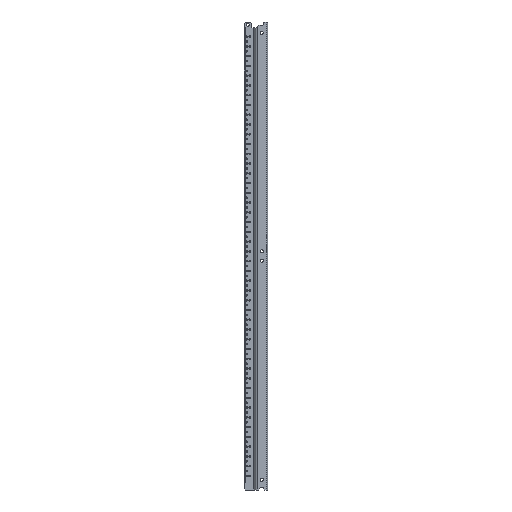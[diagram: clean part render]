
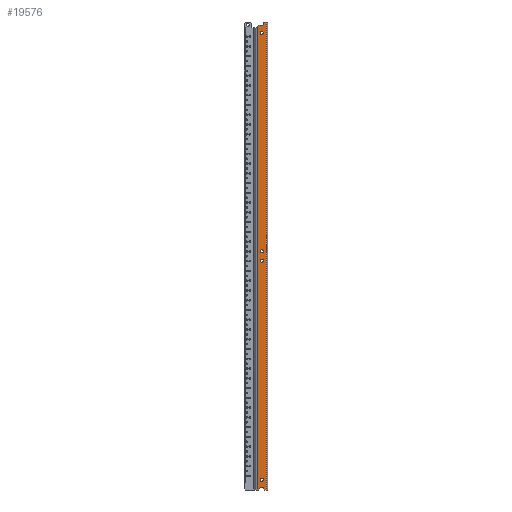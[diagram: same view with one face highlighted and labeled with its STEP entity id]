
A CAD part, front view. The second image highlights one B-rep face of the part: STEP entity #19576.
In plain terms, the highlighted face is planar.
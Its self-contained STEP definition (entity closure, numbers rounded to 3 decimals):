
#6833=DIRECTION('',(0.,-1.,0.));
#6834=VECTOR('',#6833,1183.29);
#6835=CARTESIAN_POINT('',(17.,734.79,26.916));
#6836=LINE('',#6835,#6834);
#6840=CARTESIAN_POINT('',(17.,-422.,14.995));
#6841=DIRECTION('',(1.,0.,0.));
#6842=DIRECTION('',(0.,1.,0.));
#6843=AXIS2_PLACEMENT_3D('',#6840,#6841,#6842);
#6848=CARTESIAN_POINT('',(17.,-422.,14.995));
#6849=DIRECTION('',(1.,0.,0.));
#6850=DIRECTION('',(0.,-1.,0.));
#6851=AXIS2_PLACEMENT_3D('',#6848,#6849,#6850);
#6856=CARTESIAN_POINT('',(17.,722.,14.995));
#6857=DIRECTION('',(1.,0.,0.));
#6858=DIRECTION('',(0.,1.,0.));
#6859=AXIS2_PLACEMENT_3D('',#6856,#6857,#6858);
#6864=CARTESIAN_POINT('',(17.,722.,14.995));
#6865=DIRECTION('',(1.,0.,0.));
#6866=DIRECTION('',(0.,-1.,0.));
#6867=AXIS2_PLACEMENT_3D('',#6864,#6865,#6866);
#6872=CARTESIAN_POINT('',(17.,139.,14.995));
#6873=DIRECTION('',(-1.,0.,0.));
#6874=DIRECTION('',(0.,-1.,0.));
#6875=AXIS2_PLACEMENT_3D('',#6872,#6873,#6874);
#6880=CARTESIAN_POINT('',(17.,139.,14.995));
#6881=DIRECTION('',(-1.,0.,0.));
#6882=DIRECTION('',(0.,1.,0.));
#6883=AXIS2_PLACEMENT_3D('',#6880,#6881,#6882);
#6888=CARTESIAN_POINT('',(17.,162.5,14.995));
#6889=DIRECTION('',(-1.,0.,0.));
#6890=DIRECTION('',(0.,-1.,0.));
#6891=AXIS2_PLACEMENT_3D('',#6888,#6889,#6890);
#6896=CARTESIAN_POINT('',(17.,162.5,14.995));
#6897=DIRECTION('',(-1.,0.,0.));
#6898=DIRECTION('',(0.,1.,0.));
#6899=AXIS2_PLACEMENT_3D('',#6896,#6897,#6898);
#6904=DIRECTION('',(0.,0.,1.));
#6905=VECTOR('',#6904,4.52);
#6906=CARTESIAN_POINT('',(17.,-448.5,3.));
#6907=LINE('',#6906,#6905);
#6911=DIRECTION('',(0.,0.844,0.537));
#6912=VECTOR('',#6911,5.287);
#6913=CARTESIAN_POINT('',(17.,-448.5,7.52));
#6914=LINE('',#6913,#6912);
#6918=CARTESIAN_POINT('',(17.,-446.999,14.995));
#6919=DIRECTION('',(1.,0.,0.));
#6920=DIRECTION('',(0.,0.538,-0.843));
#6921=AXIS2_PLACEMENT_3D('',#6918,#6919,#6920);
#6926=DIRECTION('',(0.,-0.844,0.537));
#6927=VECTOR('',#6926,5.287);
#6928=CARTESIAN_POINT('',(17.,-444.04,19.63));
#6929=LINE('',#6928,#6927);
#6933=DIRECTION('',(0.,0.,1.));
#6934=VECTOR('',#6933,4.446);
#6935=CARTESIAN_POINT('',(17.,-448.5,22.47));
#6936=LINE('',#6935,#6934);
#6940=DIRECTION('',(0.,0.,-1.));
#6941=VECTOR('',#6940,1.916);
#6942=CARTESIAN_POINT('',(17.,734.79,26.916));
#6943=LINE('',#6942,#6941);
#6947=DIRECTION('',(0.,0.707,-0.707));
#6948=VECTOR('',#6947,4.243);
#6949=CARTESIAN_POINT('',(17.,738.1,25.));
#6950=LINE('',#6949,#6948);
#6954=CARTESIAN_POINT('',(17.,746.1,15.));
#6955=DIRECTION('',(1.,0.,0.));
#6956=DIRECTION('',(0.,-1.,0.));
#6957=AXIS2_PLACEMENT_3D('',#6954,#6955,#6956);
#6962=DIRECTION('',(0.,0.,-1.));
#6963=VECTOR('',#6962,7.);
#6964=CARTESIAN_POINT('',(17.,750.,10.));
#6965=LINE('',#6964,#6963);
#7465=DIRECTION('',(0.,1.,0.));
#7466=VECTOR('',#7465,1198.5);
#7467=CARTESIAN_POINT('',(17.,-448.5,3.));
#7468=LINE('',#7467,#7466);
#11914=DIRECTION('',(0.,-1.,0.));
#11915=VECTOR('',#11914,3.9);
#11916=CARTESIAN_POINT('',(17.,750.,10.));
#11917=LINE('',#11916,#11915);
#11935=DIRECTION('',(0.,0.,1.));
#11936=VECTOR('',#11935,7.);
#11937=CARTESIAN_POINT('',(17.,741.1,15.));
#11938=LINE('',#11937,#11936);
#11956=DIRECTION('',(0.,-1.,0.));
#11957=VECTOR('',#11956,3.31);
#11958=CARTESIAN_POINT('',(17.,738.1,25.));
#11959=LINE('',#11958,#11957);
#12672=CARTESIAN_POINT('',(17.,726.,14.995));
#12673=CARTESIAN_POINT('',(17.,718.,14.995));
#12674=VERTEX_POINT('',#12672);
#12675=VERTEX_POINT('',#12673);
#12676=CARTESIAN_POINT('',(17.,734.79,26.916));
#12677=CARTESIAN_POINT('',(17.,734.79,25.));
#12678=VERTEX_POINT('',#12676);
#12679=VERTEX_POINT('',#12677);
#12680=CARTESIAN_POINT('',(17.,738.1,25.));
#12681=VERTEX_POINT('',#12680);
#12682=CARTESIAN_POINT('',(17.,741.1,22.));
#12683=VERTEX_POINT('',#12682);
#12684=CARTESIAN_POINT('',(17.,741.1,15.));
#12685=VERTEX_POINT('',#12684);
#12686=CARTESIAN_POINT('',(17.,746.1,10.));
#12687=VERTEX_POINT('',#12686);
#12688=CARTESIAN_POINT('',(17.,750.,10.));
#12689=VERTEX_POINT('',#12688);
#12690=CARTESIAN_POINT('',(17.,750.,3.));
#12691=VERTEX_POINT('',#12690);
#14010=CARTESIAN_POINT('',(17.,135.,14.995));
#14011=CARTESIAN_POINT('',(17.,143.,14.995));
#14012=VERTEX_POINT('',#14010);
#14013=VERTEX_POINT('',#14011);
#14014=CARTESIAN_POINT('',(17.,158.5,14.995));
#14015=CARTESIAN_POINT('',(17.,166.5,14.995));
#14016=VERTEX_POINT('',#14014);
#14017=VERTEX_POINT('',#14015);
#14060=CARTESIAN_POINT('',(17.,-448.5,3.));
#14061=CARTESIAN_POINT('',(17.,-448.5,7.52));
#14062=VERTEX_POINT('',#14060);
#14063=VERTEX_POINT('',#14061);
#14064=CARTESIAN_POINT('',(17.,-444.04,10.36));
#14065=VERTEX_POINT('',#14064);
#14066=CARTESIAN_POINT('',(17.,-444.04,19.63));
#14067=VERTEX_POINT('',#14066);
#14068=CARTESIAN_POINT('',(17.,-448.5,22.47));
#14069=VERTEX_POINT('',#14068);
#14070=CARTESIAN_POINT('',(17.,-448.5,26.916));
#14071=VERTEX_POINT('',#14070);
#14072=CARTESIAN_POINT('',(17.,-418.,14.995));
#14073=CARTESIAN_POINT('',(17.,-426.,14.995));
#14074=VERTEX_POINT('',#14072);
#14075=VERTEX_POINT('',#14073);
#19518=CARTESIAN_POINT('',(17.,600.,0.));
#19519=DIRECTION('',(1.,0.,0.));
#19520=DIRECTION('',(0.,-1.,0.));
#19521=AXIS2_PLACEMENT_3D('',#19518,#19519,#19520);
#19522=PLANE('',#19521);
#19524=ORIENTED_EDGE('',*,*,#19523,.F.);
#19526=ORIENTED_EDGE('',*,*,#19525,.T.);
#19528=ORIENTED_EDGE('',*,*,#19527,.T.);
#19530=ORIENTED_EDGE('',*,*,#19529,.T.);
#19532=ORIENTED_EDGE('',*,*,#19531,.T.);
#19534=ORIENTED_EDGE('',*,*,#19533,.T.);
#19535=ORIENTED_EDGE('',*,*,#19508,.F.);
#19537=ORIENTED_EDGE('',*,*,#19536,.T.);
#19539=ORIENTED_EDGE('',*,*,#19538,.F.);
#19541=ORIENTED_EDGE('',*,*,#19540,.T.);
#19543=ORIENTED_EDGE('',*,*,#19542,.F.);
#19545=ORIENTED_EDGE('',*,*,#19544,.T.);
#19547=ORIENTED_EDGE('',*,*,#19546,.F.);
#19549=ORIENTED_EDGE('',*,*,#19548,.T.);
#19550=EDGE_LOOP('',(#19524,#19526,#19528,#19530,#19532,#19534,#19535,#19537,
#19539,#19541,#19543,#19545,#19547,#19549));
#19551=FACE_OUTER_BOUND('',#19550,.F.);
#19553=ORIENTED_EDGE('',*,*,#19552,.T.);
#19555=ORIENTED_EDGE('',*,*,#19554,.T.);
#19556=EDGE_LOOP('',(#19553,#19555));
#19557=FACE_BOUND('',#19556,.F.);
#19559=ORIENTED_EDGE('',*,*,#19558,.F.);
#19561=ORIENTED_EDGE('',*,*,#19560,.F.);
#19562=EDGE_LOOP('',(#19559,#19561));
#19563=FACE_BOUND('',#19562,.F.);
#19565=ORIENTED_EDGE('',*,*,#19564,.F.);
#19567=ORIENTED_EDGE('',*,*,#19566,.F.);
#19568=EDGE_LOOP('',(#19565,#19567));
#19569=FACE_BOUND('',#19568,.F.);
#19571=ORIENTED_EDGE('',*,*,#19570,.T.);
#19573=ORIENTED_EDGE('',*,*,#19572,.T.);
#19574=EDGE_LOOP('',(#19571,#19573));
#19575=FACE_BOUND('',#19574,.F.);
#6844=CIRCLE('',#6843,4.);
#6852=CIRCLE('',#6851,4.);
#6860=CIRCLE('',#6859,4.);
#6868=CIRCLE('',#6867,4.);
#6876=CIRCLE('',#6875,4.);
#6884=CIRCLE('',#6883,4.);
#6892=CIRCLE('',#6891,4.);
#6900=CIRCLE('',#6899,4.);
#6922=CIRCLE('',#6921,5.499);
#6958=CIRCLE('',#6957,5.);
#19508=EDGE_CURVE('',#12678,#14071,#6836,.T.);
#19523=EDGE_CURVE('',#14062,#12691,#7468,.T.);
#19525=EDGE_CURVE('',#14062,#14063,#6907,.T.);
#19527=EDGE_CURVE('',#14063,#14065,#6914,.T.);
#19529=EDGE_CURVE('',#14065,#14067,#6922,.T.);
#19531=EDGE_CURVE('',#14067,#14069,#6929,.T.);
#19533=EDGE_CURVE('',#14069,#14071,#6936,.T.);
#19536=EDGE_CURVE('',#12678,#12679,#6943,.T.);
#19538=EDGE_CURVE('',#12681,#12679,#11959,.T.);
#19540=EDGE_CURVE('',#12681,#12683,#6950,.T.);
#19542=EDGE_CURVE('',#12685,#12683,#11938,.T.);
#19544=EDGE_CURVE('',#12685,#12687,#6958,.T.);
#19546=EDGE_CURVE('',#12689,#12687,#11917,.T.);
#19548=EDGE_CURVE('',#12689,#12691,#6965,.T.);
#19552=EDGE_CURVE('',#12674,#12675,#6860,.T.);
#19554=EDGE_CURVE('',#12675,#12674,#6868,.T.);
#19558=EDGE_CURVE('',#14012,#14013,#6876,.T.);
#19560=EDGE_CURVE('',#14013,#14012,#6884,.T.);
#19564=EDGE_CURVE('',#14016,#14017,#6892,.T.);
#19566=EDGE_CURVE('',#14017,#14016,#6900,.T.);
#19570=EDGE_CURVE('',#14074,#14075,#6844,.T.);
#19572=EDGE_CURVE('',#14075,#14074,#6852,.T.);
#19576=ADVANCED_FACE('',(#19551,#19557,#19563,#19569,#19575),#19522,.T.);
